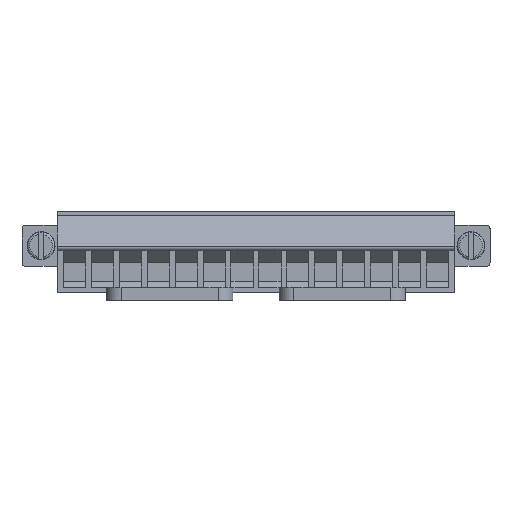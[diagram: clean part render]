
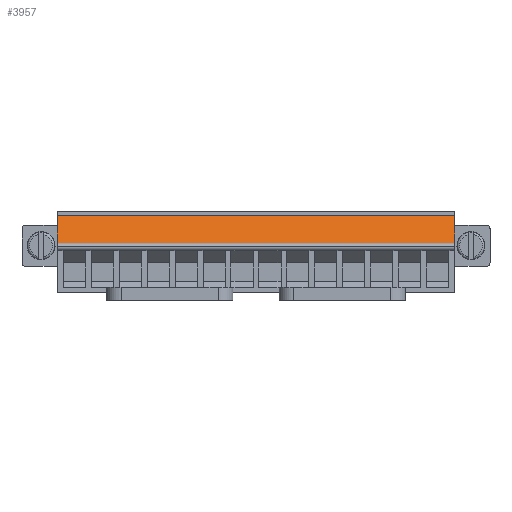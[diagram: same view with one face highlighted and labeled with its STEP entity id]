
A CAD part, top view. The second image highlights one B-rep face of the part: STEP entity #3957.
In plain terms, the highlighted planar face has unit normal (0, 0.359, 0.933).
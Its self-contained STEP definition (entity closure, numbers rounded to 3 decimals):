
#3944=AXIS2_PLACEMENT_3D('Plane Axis2P3D',#3941,#3942,#3943) ;
#3752=CARTESIAN_POINT('Vertex',(4.8,7.83,14.85)) ;
#3755=CARTESIAN_POINT('Line Origine',(4.8,9.715,14.125)) ;
#3759=CARTESIAN_POINT('Vertex',(4.8,11.6,13.4)) ;
#3846=CARTESIAN_POINT('Vertex',(58.93,11.6,13.4)) ;
#3849=CARTESIAN_POINT('Line Origine',(58.93,9.715,14.125)) ;
#3853=CARTESIAN_POINT('Vertex',(58.93,7.83,14.85)) ;
#3929=CARTESIAN_POINT('Line Origine',(31.865,11.6,13.4)) ;
#3941=CARTESIAN_POINT('Axis2P3D Location',(4.8,7.83,14.85)) ;
#3946=CARTESIAN_POINT('Line Origine',(31.865,7.83,14.85)) ;
#3756=DIRECTION('Vector Direction',(0.,0.933,-0.359)) ;
#3850=DIRECTION('Vector Direction',(0.,0.933,-0.359)) ;
#3930=DIRECTION('Vector Direction',(1.,0.,0.)) ;
#3942=DIRECTION('Axis2P3D Direction',(0.,-0.359,-0.933)) ;
#3943=DIRECTION('Axis2P3D XDirection',(0.,0.933,-0.359)) ;
#3947=DIRECTION('Vector Direction',(1.,0.,0.)) ;
#3757=VECTOR('Line Direction',#3756,1.) ;
#3851=VECTOR('Line Direction',#3850,1.) ;
#3931=VECTOR('Line Direction',#3930,1.) ;
#3948=VECTOR('Line Direction',#3947,1.) ;
#3952=ORIENTED_EDGE('',*,*,#3855,.T.) ;
#3953=ORIENTED_EDGE('',*,*,#3933,.F.) ;
#3954=ORIENTED_EDGE('',*,*,#3761,.T.) ;
#3955=ORIENTED_EDGE('',*,*,#3950,.T.) ;
#3957=ADVANCED_FACE('HOUSING',(#3956),#3945,.F.) ;
#3761=EDGE_CURVE('',#3760,#3753,#3758,.F.) ;
#3855=EDGE_CURVE('',#3854,#3847,#3852,.T.) ;
#3933=EDGE_CURVE('',#3760,#3847,#3932,.T.) ;
#3950=EDGE_CURVE('',#3753,#3854,#3949,.T.) ;
#3951=EDGE_LOOP('',(#3952,#3953,#3954,#3955)) ;
#3956=FACE_OUTER_BOUND('',#3951,.T.) ;
#3758=LINE('Line',#3755,#3757) ;
#3852=LINE('Line',#3849,#3851) ;
#3932=LINE('Line',#3929,#3931) ;
#3949=LINE('Line',#3946,#3948) ;
#3945=PLANE('',#3944) ;
#3753=VERTEX_POINT('',#3752) ;
#3760=VERTEX_POINT('',#3759) ;
#3847=VERTEX_POINT('',#3846) ;
#3854=VERTEX_POINT('',#3853) ;
